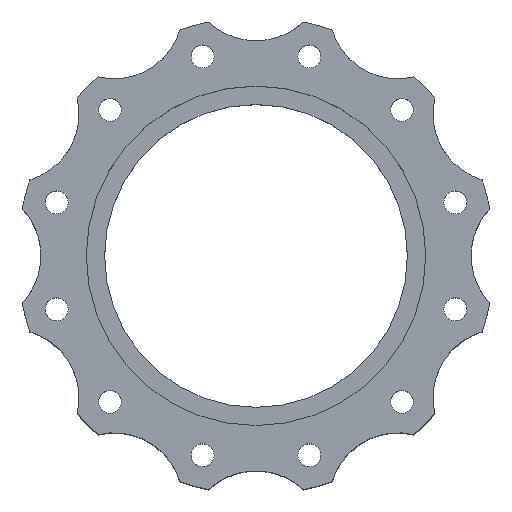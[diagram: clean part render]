
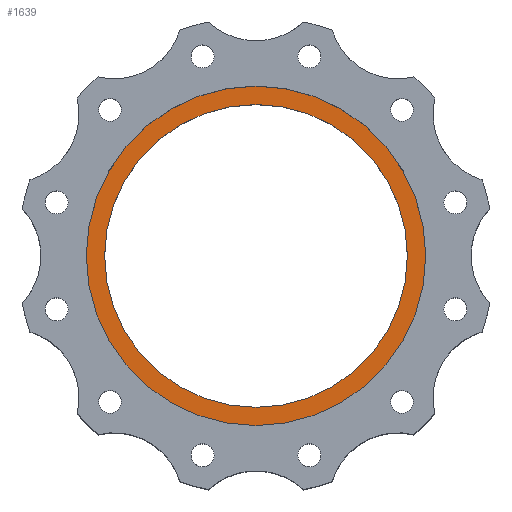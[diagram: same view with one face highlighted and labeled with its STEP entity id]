
A CAD part, top view. The second image highlights one B-rep face of the part: STEP entity #1639.
In plain terms, the highlighted planar face has unit normal (0, 0, 1).
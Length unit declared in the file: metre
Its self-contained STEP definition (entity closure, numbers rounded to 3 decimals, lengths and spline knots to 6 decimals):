
#14=PLANE('',#1856);
#595=ORIENTED_EDGE('',*,*,#1016,.T.);
#596=ORIENTED_EDGE('',*,*,#1015,.F.);
#1015=EDGE_CURVE('',#1191,#1191,#1317,.T.);
#1016=EDGE_CURVE('',#1192,#1192,#1318,.T.);
#1191=VERTEX_POINT('',#3176);
#1192=VERTEX_POINT('',#3179);
#1317=CIRCLE('',#1855,0.0185);
#1318=CIRCLE('',#1857,0.0165);
#1390=EDGE_LOOP('',(#595));
#1391=EDGE_LOOP('',(#596));
#1528=FACE_BOUND('',#1390,.T.);
#1529=FACE_BOUND('',#1391,.T.);
#1639=ADVANCED_FACE('',(#1528,#1529),#14,.T.);
#1855=AXIS2_PLACEMENT_3D('',#3175,#2296,#2297);
#1856=AXIS2_PLACEMENT_3D('',#3177,#2298,#2299);
#1857=AXIS2_PLACEMENT_3D('',#3178,#2300,#2301);
#2296=DIRECTION('',(0.,0.,-1.));
#2297=DIRECTION('',(-1.,0.,0.));
#2298=DIRECTION('',(0.,0.,1.));
#2299=DIRECTION('',(1.,0.,0.));
#2300=DIRECTION('',(0.,0.,-1.));
#2301=DIRECTION('',(-1.,0.,0.));
#3175=CARTESIAN_POINT('',(0.,0.,0.003925));
#3176=CARTESIAN_POINT('',(-0.0185,0.,0.003925));
#3177=CARTESIAN_POINT('',(0.,0.0175,0.003925));
#3178=CARTESIAN_POINT('',(0.,0.,0.003925));
#3179=CARTESIAN_POINT('',(-0.0165,0.,0.003925));
